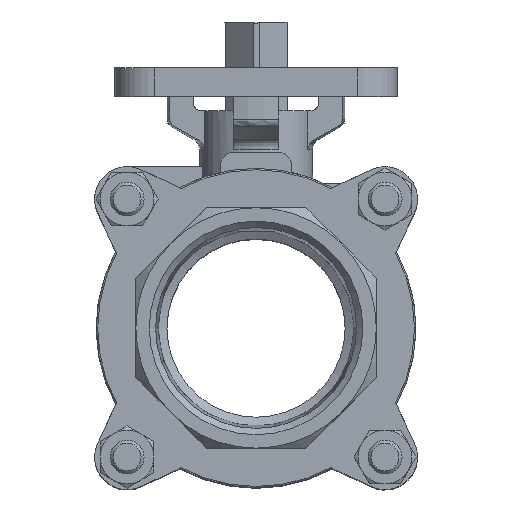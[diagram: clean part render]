
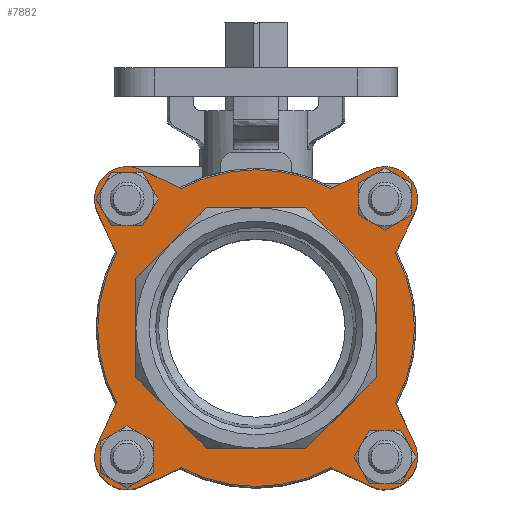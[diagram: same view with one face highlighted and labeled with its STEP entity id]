
A CAD part, top view. The second image highlights one B-rep face of the part: STEP entity #7882.
In plain terms, the highlighted planar face has unit normal (0, 0, 1).
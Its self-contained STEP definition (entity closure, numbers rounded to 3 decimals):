
#99=LINE('',#12276,#545);
#100=LINE('',#12280,#546);
#101=LINE('',#12284,#547);
#102=LINE('',#12288,#548);
#103=LINE('',#12292,#549);
#104=LINE('',#12296,#550);
#105=LINE('',#12300,#551);
#106=LINE('',#12304,#552);
#107=LINE('',#12307,#553);
#108=LINE('',#12310,#554);
#109=LINE('',#12312,#555);
#110=LINE('',#12314,#556);
#111=LINE('',#12316,#557);
#112=LINE('',#12318,#558);
#113=LINE('',#12320,#559);
#114=LINE('',#12322,#560);
#545=VECTOR('',#9577,1000.);
#546=VECTOR('',#9580,1000.);
#547=VECTOR('',#9583,1000.);
#548=VECTOR('',#9586,1000.);
#549=VECTOR('',#9589,1000.);
#550=VECTOR('',#9592,1000.);
#551=VECTOR('',#9595,1000.);
#552=VECTOR('',#9598,1000.);
#553=VECTOR('',#9601,1000.);
#554=VECTOR('',#9602,1000.);
#555=VECTOR('',#9603,1000.);
#556=VECTOR('',#9604,1000.);
#557=VECTOR('',#9605,1000.);
#558=VECTOR('',#9606,1000.);
#559=VECTOR('',#9607,1000.);
#560=VECTOR('',#9608,1000.);
#1069=PLANE('',#8477);
#1353=CIRCLE('',#8478,56.);
#1354=CIRCLE('',#8479,11.5);
#1355=CIRCLE('',#8480,56.);
#1356=CIRCLE('',#8481,11.5);
#1357=CIRCLE('',#8482,56.);
#1358=CIRCLE('',#8483,11.5);
#1359=CIRCLE('',#8484,56.);
#1360=CIRCLE('',#8485,11.5);
#1361=CIRCLE('',#8486,9.25);
#1362=CIRCLE('',#8487,9.25);
#1363=CIRCLE('',#8488,9.25);
#1364=CIRCLE('',#8489,9.25);
#1948=ORIENTED_EDGE('',*,*,#4316,.F.);
#1949=ORIENTED_EDGE('',*,*,#4317,.T.);
#1950=ORIENTED_EDGE('',*,*,#4318,.T.);
#1951=ORIENTED_EDGE('',*,*,#4319,.T.);
#1952=ORIENTED_EDGE('',*,*,#4320,.F.);
#1953=ORIENTED_EDGE('',*,*,#4321,.T.);
#1954=ORIENTED_EDGE('',*,*,#4322,.T.);
#1955=ORIENTED_EDGE('',*,*,#4323,.T.);
#1956=ORIENTED_EDGE('',*,*,#4324,.F.);
#1957=ORIENTED_EDGE('',*,*,#4325,.T.);
#1958=ORIENTED_EDGE('',*,*,#4326,.T.);
#1959=ORIENTED_EDGE('',*,*,#4327,.T.);
#1960=ORIENTED_EDGE('',*,*,#4328,.F.);
#1961=ORIENTED_EDGE('',*,*,#4329,.T.);
#1962=ORIENTED_EDGE('',*,*,#4330,.T.);
#1963=ORIENTED_EDGE('',*,*,#4331,.T.);
#1964=ORIENTED_EDGE('',*,*,#4332,.F.);
#1965=ORIENTED_EDGE('',*,*,#4333,.F.);
#1966=ORIENTED_EDGE('',*,*,#4334,.F.);
#1967=ORIENTED_EDGE('',*,*,#4335,.F.);
#1968=ORIENTED_EDGE('',*,*,#4336,.F.);
#1969=ORIENTED_EDGE('',*,*,#4337,.F.);
#1970=ORIENTED_EDGE('',*,*,#4338,.F.);
#1971=ORIENTED_EDGE('',*,*,#4339,.F.);
#1972=ORIENTED_EDGE('',*,*,#4340,.F.);
#1973=ORIENTED_EDGE('',*,*,#4341,.F.);
#1974=ORIENTED_EDGE('',*,*,#4342,.F.);
#1975=ORIENTED_EDGE('',*,*,#4343,.F.);
#4316=EDGE_CURVE('',#5476,#5477,#1353,.T.);
#4317=EDGE_CURVE('',#5476,#5478,#99,.T.);
#4318=EDGE_CURVE('',#5478,#5479,#1354,.T.);
#4319=EDGE_CURVE('',#5479,#5480,#100,.T.);
#4320=EDGE_CURVE('',#5481,#5480,#1355,.T.);
#4321=EDGE_CURVE('',#5481,#5482,#101,.T.);
#4322=EDGE_CURVE('',#5482,#5483,#1356,.T.);
#4323=EDGE_CURVE('',#5483,#5484,#102,.T.);
#4324=EDGE_CURVE('',#5485,#5484,#1357,.T.);
#4325=EDGE_CURVE('',#5485,#5486,#103,.T.);
#4326=EDGE_CURVE('',#5486,#5487,#1358,.T.);
#4327=EDGE_CURVE('',#5487,#5488,#104,.T.);
#4328=EDGE_CURVE('',#5489,#5488,#1359,.T.);
#4329=EDGE_CURVE('',#5489,#5490,#105,.T.);
#4330=EDGE_CURVE('',#5490,#5491,#1360,.T.);
#4331=EDGE_CURVE('',#5491,#5477,#106,.T.);
#4332=EDGE_CURVE('',#5492,#5492,#1361,.F.);
#4333=EDGE_CURVE('',#5493,#5494,#107,.T.);
#4334=EDGE_CURVE('',#5495,#5493,#108,.T.);
#4335=EDGE_CURVE('',#5496,#5495,#109,.T.);
#4336=EDGE_CURVE('',#5497,#5496,#110,.T.);
#4337=EDGE_CURVE('',#5498,#5497,#111,.T.);
#4338=EDGE_CURVE('',#5499,#5498,#112,.T.);
#4339=EDGE_CURVE('',#5500,#5499,#113,.T.);
#4340=EDGE_CURVE('',#5494,#5500,#114,.T.);
#4341=EDGE_CURVE('',#5501,#5501,#1362,.F.);
#4342=EDGE_CURVE('',#5502,#5502,#1363,.F.);
#4343=EDGE_CURVE('',#5503,#5503,#1364,.F.);
#5476=VERTEX_POINT('',#12274);
#5477=VERTEX_POINT('',#12275);
#5478=VERTEX_POINT('',#12277);
#5479=VERTEX_POINT('',#12279);
#5480=VERTEX_POINT('',#12281);
#5481=VERTEX_POINT('',#12283);
#5482=VERTEX_POINT('',#12285);
#5483=VERTEX_POINT('',#12287);
#5484=VERTEX_POINT('',#12289);
#5485=VERTEX_POINT('',#12291);
#5486=VERTEX_POINT('',#12293);
#5487=VERTEX_POINT('',#12295);
#5488=VERTEX_POINT('',#12297);
#5489=VERTEX_POINT('',#12299);
#5490=VERTEX_POINT('',#12301);
#5491=VERTEX_POINT('',#12303);
#5492=VERTEX_POINT('',#12306);
#5493=VERTEX_POINT('',#12308);
#5494=VERTEX_POINT('',#12309);
#5495=VERTEX_POINT('',#12311);
#5496=VERTEX_POINT('',#12313);
#5497=VERTEX_POINT('',#12315);
#5498=VERTEX_POINT('',#12317);
#5499=VERTEX_POINT('',#12319);
#5500=VERTEX_POINT('',#12321);
#5501=VERTEX_POINT('',#12324);
#5502=VERTEX_POINT('',#12326);
#5503=VERTEX_POINT('',#12328);
#6525=EDGE_LOOP('',(#1948,#1949,#1950,#1951,#1952,#1953,#1954,#1955,#1956,
#1957,#1958,#1959,#1960,#1961,#1962,#1963));
#6526=EDGE_LOOP('',(#1964));
#6527=EDGE_LOOP('',(#1965,#1966,#1967,#1968,#1969,#1970,#1971,#1972));
#6528=EDGE_LOOP('',(#1973));
#6529=EDGE_LOOP('',(#1974));
#6530=EDGE_LOOP('',(#1975));
#7140=FACE_BOUND('',#6525,.T.);
#7141=FACE_BOUND('',#6526,.T.);
#7142=FACE_BOUND('',#6527,.T.);
#7143=FACE_BOUND('',#6528,.T.);
#7144=FACE_BOUND('',#6529,.T.);
#7145=FACE_BOUND('',#6530,.T.);
#7882=ADVANCED_FACE('',(#7140,#7141,#7142,#7143,#7144,#7145),#1069,.F.);
#8477=AXIS2_PLACEMENT_3D('',#12272,#9573,#9574);
#8478=AXIS2_PLACEMENT_3D('',#12273,#9575,#9576);
#8479=AXIS2_PLACEMENT_3D('',#12278,#9578,#9579);
#8480=AXIS2_PLACEMENT_3D('',#12282,#9581,#9582);
#8481=AXIS2_PLACEMENT_3D('',#12286,#9584,#9585);
#8482=AXIS2_PLACEMENT_3D('',#12290,#9587,#9588);
#8483=AXIS2_PLACEMENT_3D('',#12294,#9590,#9591);
#8484=AXIS2_PLACEMENT_3D('',#12298,#9593,#9594);
#8485=AXIS2_PLACEMENT_3D('',#12302,#9596,#9597);
#8486=AXIS2_PLACEMENT_3D('',#12305,#9599,#9600);
#8487=AXIS2_PLACEMENT_3D('',#12323,#9609,#9610);
#8488=AXIS2_PLACEMENT_3D('',#12325,#9611,#9612);
#8489=AXIS2_PLACEMENT_3D('',#12327,#9613,#9614);
#9573=DIRECTION('',(0.,0.,-1.));
#9574=DIRECTION('',(-1.,0.,0.));
#9575=DIRECTION('',(0.,0.,-1.));
#9576=DIRECTION('',(-1.,0.,0.));
#9577=DIRECTION('',(-0.906,0.423,0.));
#9578=DIRECTION('',(0.,0.,1.));
#9579=DIRECTION('',(1.,0.,0.));
#9580=DIRECTION('',(0.423,-0.906,0.));
#9581=DIRECTION('',(0.,0.,-1.));
#9582=DIRECTION('',(-1.,0.,0.));
#9583=DIRECTION('',(-0.423,-0.906,0.));
#9584=DIRECTION('',(0.,0.,1.));
#9585=DIRECTION('',(1.,0.,0.));
#9586=DIRECTION('',(0.906,0.423,0.));
#9587=DIRECTION('',(0.,0.,-1.));
#9588=DIRECTION('',(-1.,0.,0.));
#9589=DIRECTION('',(0.906,-0.423,0.));
#9590=DIRECTION('',(0.,0.,1.));
#9591=DIRECTION('',(1.,0.,0.));
#9592=DIRECTION('',(-0.423,0.906,0.));
#9593=DIRECTION('',(0.,0.,-1.));
#9594=DIRECTION('',(-1.,0.,0.));
#9595=DIRECTION('',(0.423,0.906,0.));
#9596=DIRECTION('',(0.,0.,1.));
#9597=DIRECTION('',(1.,0.,0.));
#9598=DIRECTION('',(-0.906,-0.423,0.));
#9599=DIRECTION('',(0.,0.,-1.));
#9600=DIRECTION('',(-1.,0.,0.));
#9601=DIRECTION('',(-0.707,-0.707,0.));
#9602=DIRECTION('',(-1.,0.,0.));
#9603=DIRECTION('',(-0.707,0.707,0.));
#9604=DIRECTION('',(0.,1.,0.));
#9605=DIRECTION('',(0.707,0.707,0.));
#9606=DIRECTION('',(1.,0.,0.));
#9607=DIRECTION('',(0.707,-0.707,0.));
#9608=DIRECTION('',(0.,-1.,0.));
#9609=DIRECTION('',(0.,0.,-1.));
#9610=DIRECTION('',(-1.,0.,0.));
#9611=DIRECTION('',(0.,0.,-1.));
#9612=DIRECTION('',(-1.,0.,0.));
#9613=DIRECTION('',(0.,0.,-1.));
#9614=DIRECTION('',(-1.,0.,0.));
#12272=CARTESIAN_POINT('',(0.,0.,53.1));
#12273=CARTESIAN_POINT('',(0.,0.,53.1));
#12274=CARTESIAN_POINT('',(-26.446,49.362,53.1));
#12275=CARTESIAN_POINT('',(26.446,49.362,53.1));
#12276=CARTESIAN_POINT('',(0.,37.03,53.1));
#12277=CARTESIAN_POINT('',(-40.748,56.031,53.1));
#12278=CARTESIAN_POINT('',(-45.608,45.608,53.1));
#12279=CARTESIAN_POINT('',(-56.031,40.748,53.1));
#12280=CARTESIAN_POINT('',(-56.031,40.748,53.1));
#12281=CARTESIAN_POINT('',(-49.362,26.446,53.1));
#12282=CARTESIAN_POINT('',(0.,0.,53.1));
#12283=CARTESIAN_POINT('',(-49.362,-26.446,53.1));
#12284=CARTESIAN_POINT('',(-37.03,0.,53.1));
#12285=CARTESIAN_POINT('',(-56.031,-40.748,53.1));
#12286=CARTESIAN_POINT('',(-45.608,-45.608,53.1));
#12287=CARTESIAN_POINT('',(-40.748,-56.031,53.1));
#12288=CARTESIAN_POINT('',(-40.748,-56.031,53.1));
#12289=CARTESIAN_POINT('',(-26.446,-49.362,53.1));
#12290=CARTESIAN_POINT('',(0.,0.,53.1));
#12291=CARTESIAN_POINT('',(26.446,-49.362,53.1));
#12292=CARTESIAN_POINT('',(0.,-37.03,53.1));
#12293=CARTESIAN_POINT('',(40.748,-56.031,53.1));
#12294=CARTESIAN_POINT('',(45.608,-45.608,53.1));
#12295=CARTESIAN_POINT('',(56.031,-40.748,53.1));
#12296=CARTESIAN_POINT('',(56.031,-40.748,53.1));
#12297=CARTESIAN_POINT('',(49.362,-26.446,53.1));
#12298=CARTESIAN_POINT('',(0.,0.,53.1));
#12299=CARTESIAN_POINT('',(49.362,26.446,53.1));
#12300=CARTESIAN_POINT('',(37.03,0.,53.1));
#12301=CARTESIAN_POINT('',(56.031,40.748,53.1));
#12302=CARTESIAN_POINT('',(45.608,45.608,53.1));
#12303=CARTESIAN_POINT('',(40.748,56.031,53.1));
#12304=CARTESIAN_POINT('',(40.748,56.031,53.1));
#12305=CARTESIAN_POINT('',(-45.608,45.608,53.1));
#12306=CARTESIAN_POINT('',(-54.858,45.608,53.1));
#12307=CARTESIAN_POINT('',(-30.052,30.052,53.1));
#12308=CARTESIAN_POINT('',(-17.604,42.5,53.1));
#12309=CARTESIAN_POINT('',(-42.5,17.604,53.1));
#12310=CARTESIAN_POINT('',(0.,42.5,53.1));
#12311=CARTESIAN_POINT('',(17.604,42.5,53.1));
#12312=CARTESIAN_POINT('',(30.052,30.052,53.1));
#12313=CARTESIAN_POINT('',(42.5,17.604,53.1));
#12314=CARTESIAN_POINT('',(42.5,0.,53.1));
#12315=CARTESIAN_POINT('',(42.5,-17.604,53.1));
#12316=CARTESIAN_POINT('',(30.052,-30.052,53.1));
#12317=CARTESIAN_POINT('',(17.604,-42.5,53.1));
#12318=CARTESIAN_POINT('',(0.,-42.5,53.1));
#12319=CARTESIAN_POINT('',(-17.604,-42.5,53.1));
#12320=CARTESIAN_POINT('',(-30.052,-30.052,53.1));
#12321=CARTESIAN_POINT('',(-42.5,-17.604,53.1));
#12322=CARTESIAN_POINT('',(-42.5,0.,53.1));
#12323=CARTESIAN_POINT('',(-45.608,-45.608,53.1));
#12324=CARTESIAN_POINT('',(-54.858,-45.608,53.1));
#12325=CARTESIAN_POINT('',(45.608,-45.608,53.1));
#12326=CARTESIAN_POINT('',(36.358,-45.608,53.1));
#12327=CARTESIAN_POINT('',(45.608,45.608,53.1));
#12328=CARTESIAN_POINT('',(36.358,45.608,53.1));
